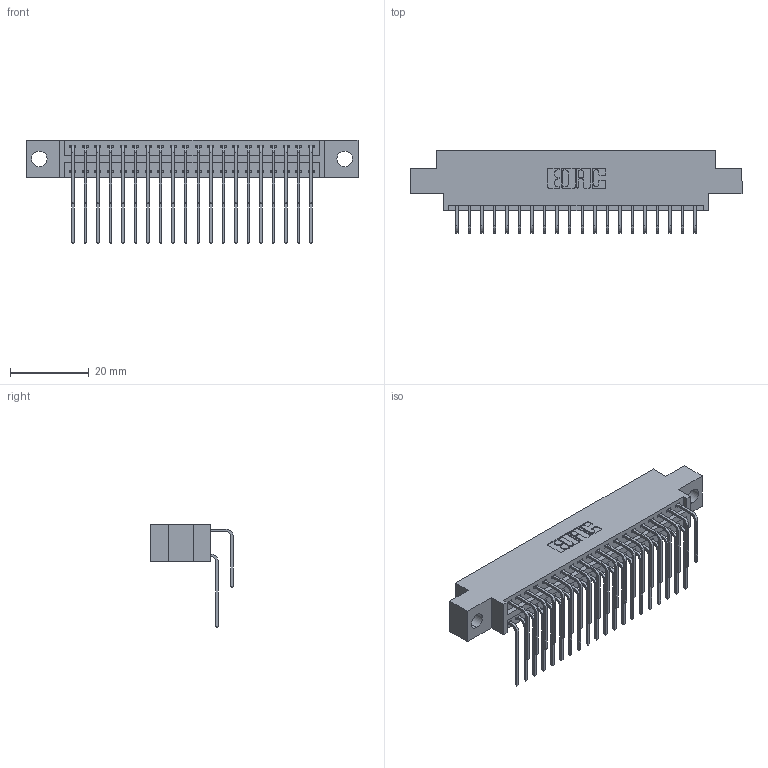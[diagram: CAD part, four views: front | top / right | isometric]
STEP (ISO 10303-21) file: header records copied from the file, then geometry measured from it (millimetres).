
FILE_DESCRIPTION (( 'STEP AP203' ), '1' );
FILE_NAME ('346-040-559-804.STEP', '2018-08-24T10:44:19', ( '' ), ( '' ), 'SwSTEP 2.0', 'SolidWorks 2016', '' );
FILE_SCHEMA (( 'CONFIG_CONTROL_DESIGN' ));
Length unit declared in the file: inch
Products named in the file (4): 346 Part_0.170 Offset - 0.156 Dia-TH; 345-292-001_558 559 Tail - 1; 345-292-001_559 Tail - 2; 346-040-559-804
Assembly tree (41 placements, depth 2):
  346-040-559-804
    346 Part_0.170 Offset - 0.156 Dia-TH
    345-292-001_558 559 Tail - 1  x20
    345-292-001_559 Tail - 2  x20
Bounding box: 84.07 x 20.89 x 26.16 mm (x, y, z)
Volume: 8015.7 mm3; surface area: 11772.2 mm2
Topology: 41 solids, 41 shells, 2286 faces, 6781 edges, 4466 vertices
Faces by surface type: plane 1560, cylinder 726
Entity records: 17933 total; most frequent: CARTESIAN_POINT 3039, ORIENTED_EDGE 2922, DIRECTION 2701, EDGE_CURVE 1461, LINE 1209, VECTOR 1209, VERTEX_POINT 970, AXIS2_PLACEMENT_3D 746
